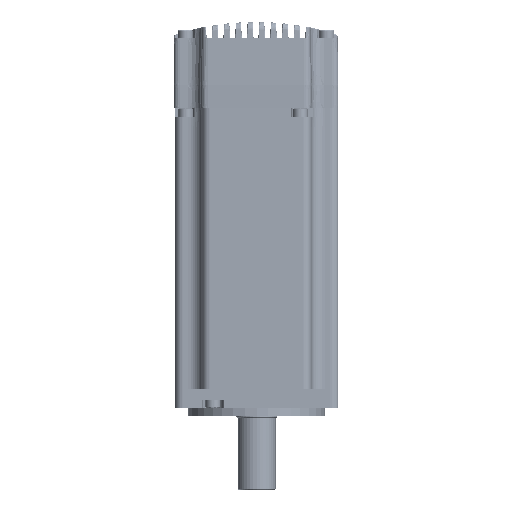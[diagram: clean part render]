
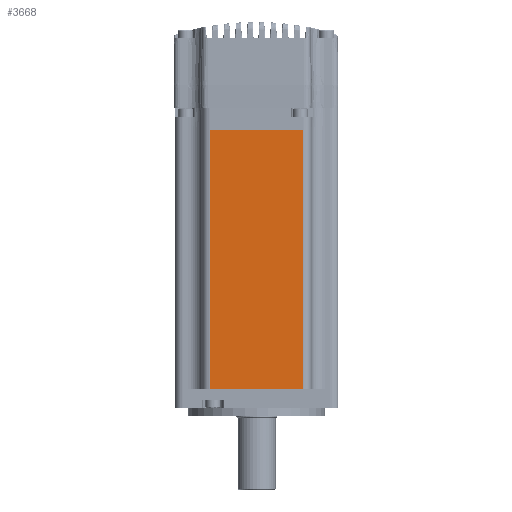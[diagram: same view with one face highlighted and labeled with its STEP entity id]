
A CAD part, front view. The second image highlights one B-rep face of the part: STEP entity #3668.
In plain terms, the highlighted planar face has unit normal (0, -1, 0).
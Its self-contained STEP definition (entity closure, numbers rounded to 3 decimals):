
#3668 = ADVANCED_FACE ( 'NONE', ( #48782 ), #134447, .F. ) ;
#7975 = VECTOR ( 'NONE', #50324, 1000. ) ;
#14842 = LINE ( 'NONE', #18659, #47277 ) ;
#17414 = VERTEX_POINT ( 'NONE', #38179 ) ;
#18659 = CARTESIAN_POINT ( 'NONE',  ( 17., -30., 63. ) ) ;
#21652 = ORIENTED_EDGE ( 'NONE', *, *, #68306, .F. ) ;
#23871 = VERTEX_POINT ( 'NONE', #95058 ) ;
#34988 = VECTOR ( 'NONE', #60852, 1000. ) ;
#36465 = CARTESIAN_POINT ( 'NONE',  ( -17., -30., 63. ) ) ;
#38179 = CARTESIAN_POINT ( 'NONE',  ( 17., -30., 93. ) ) ;
#47277 = VECTOR ( 'NONE', #103769, 1000. ) ;
#48782 = FACE_OUTER_BOUND ( 'NONE', #151396, .T. ) ;
#50324 = DIRECTION ( 'NONE',  ( -1., 0., 0. ) ) ;
#60852 = DIRECTION ( 'NONE',  ( 0., 0., 1. ) ) ;
#61114 = DIRECTION ( 'NONE',  ( 0., 1., 0. ) ) ;
#63375 = CARTESIAN_POINT ( 'NONE',  ( -17., -30., 93. ) ) ;
#68306 = EDGE_CURVE ( 'NONE', #17414, #23871, #14842, .T. ) ;
#70533 = ORIENTED_EDGE ( 'NONE', *, *, #101227, .F. ) ;
#80409 = LINE ( 'NONE', #63375, #145506 ) ;
#81324 = AXIS2_PLACEMENT_3D ( 'NONE', #36465, #61114, #146744 ) ;
#81537 = VERTEX_POINT ( 'NONE', #129482 ) ;
#95058 = CARTESIAN_POINT ( 'NONE',  ( 17., -30., -1.82 ) ) ;
#97814 = CARTESIAN_POINT ( 'NONE',  ( -17., -30., 63. ) ) ;
#101227 = EDGE_CURVE ( 'NONE', #23871, #81537, #142047, .T. ) ;
#103769 = DIRECTION ( 'NONE',  ( 0., 0., -1. ) ) ;
#104078 = LINE ( 'NONE', #97814, #34988 ) ;
#110533 = CARTESIAN_POINT ( 'NONE',  ( -17., -30., 93. ) ) ;
#111430 = CARTESIAN_POINT ( 'NONE',  ( -17., -30., -1.82 ) ) ;
#114073 = ORIENTED_EDGE ( 'NONE', *, *, #143286, .F. ) ;
#129478 = VERTEX_POINT ( 'NONE', #110533 ) ;
#129482 = CARTESIAN_POINT ( 'NONE',  ( -17., -30., -1.82 ) ) ;
#134447 = PLANE ( 'NONE',  #81324 ) ;
#136712 = DIRECTION ( 'NONE',  ( 1., 0., 0. ) ) ;
#142047 = LINE ( 'NONE', #111430, #7975 ) ;
#143286 = EDGE_CURVE ( 'NONE', #129478, #17414, #80409, .T. ) ;
#144473 = ORIENTED_EDGE ( 'NONE', *, *, #152506, .F. ) ;
#145506 = VECTOR ( 'NONE', #136712, 1000. ) ;
#146744 = DIRECTION ( 'NONE',  ( 0., 0., 1. ) ) ;
#151396 = EDGE_LOOP ( 'NONE', ( #144473, #70533, #21652, #114073 ) ) ;
#152506 = EDGE_CURVE ( 'NONE', #81537, #129478, #104078, .T. ) ;
